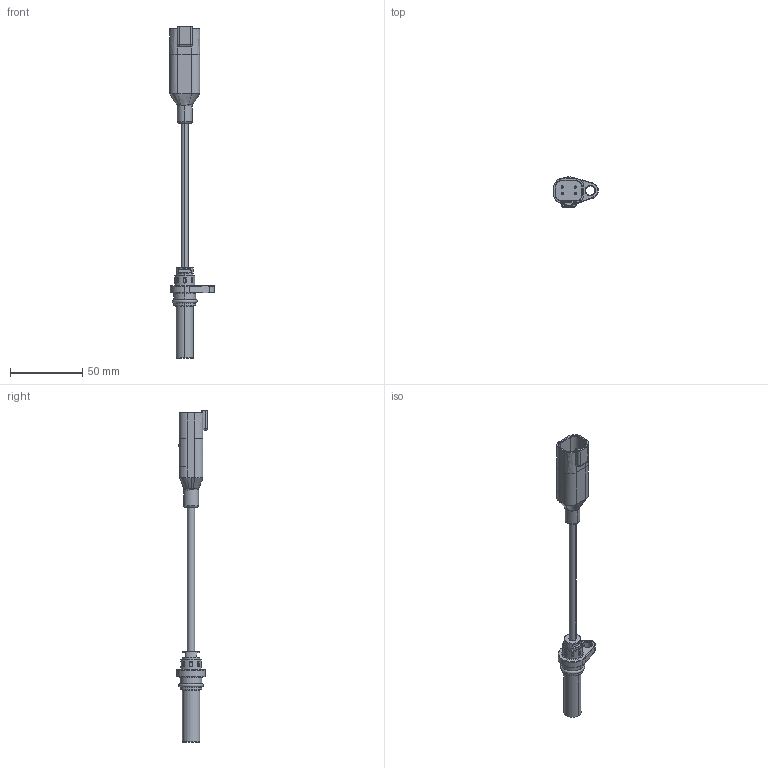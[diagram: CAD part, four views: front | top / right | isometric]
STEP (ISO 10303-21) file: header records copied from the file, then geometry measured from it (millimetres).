
FILE_DESCRIPTION(/* description */ (''),/* implementation_level */ '2;1');
FILE_NAME(/* name */ 'HC1545 DT04-3D 11.15_stp.stp',/* time_stamp */ '2023-11-15T16:07:43+08:00',/* author */ (''),/* organization */ (''),/* preprocessor_version */ 'ST-DEVELOPER v16.7',/* originating_system */ 'SIEMENS PLM Software NX 12.0',/* authorisation */ '');
FILE_SCHEMA (('AP203_CONFIGURATION_CONTROLLED_3D_DESIGN_OF_MECHANICAL_PARTS_AND_ASSEMBLIES_MIM_LF { 1 0 10303 403 2 1 2}'));
Length unit declared in the file: millimetre
Products named in the file (1): Admi07C06EF75naa
Bounding box: 30.91 x 21.31 x 229.78 mm (x, y, z)
Volume: 23922.8 mm3; surface area: 11072.9 mm2
Topology: 2 solids, 2 shells, 338 faces, 820 edges, 501 vertices
Faces by surface type: plane 105, bspline 96, cylinder 68, torus 61, cone 4, sphere 4
Full cylindrical faces by diameter (mm): 1.5 x4
Entity records: 12116 total; most frequent: CARTESIAN_POINT 4905, ORIENTED_EDGE 1608, DIRECTION 1328, EDGE_CURVE 804, AXIS2_PLACEMENT_3D 518, VERTEX_POINT 494, EDGE_LOOP 365, ADVANCED_FACE 338
